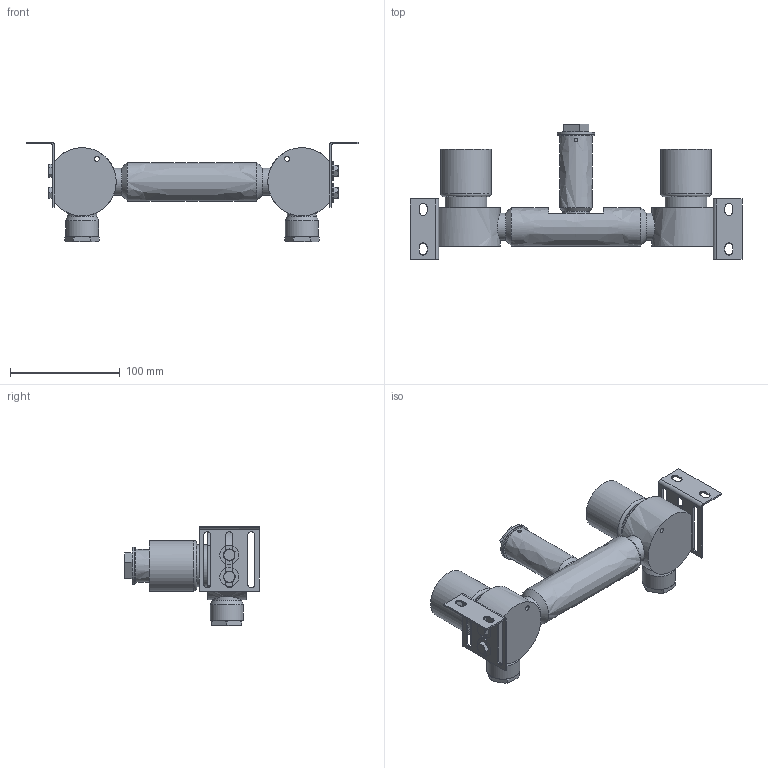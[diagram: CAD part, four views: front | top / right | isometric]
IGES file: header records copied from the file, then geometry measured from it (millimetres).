
Global section: file name: V118-IS; native system: Autodesk Inventor 2018; preprocessor: unknown; author: mblakey; date: 20180417.133930; units: millimetre
Bounding box: 302 x 122.8 x 90.5 mm (x, y, z)
Volume: 377310.5 mm3; surface area: 166889.6 mm2
Topology: 27 solids, 27 shells, 435 faces, 1119 edges, 772 vertices
Faces by surface type: bspline 435
